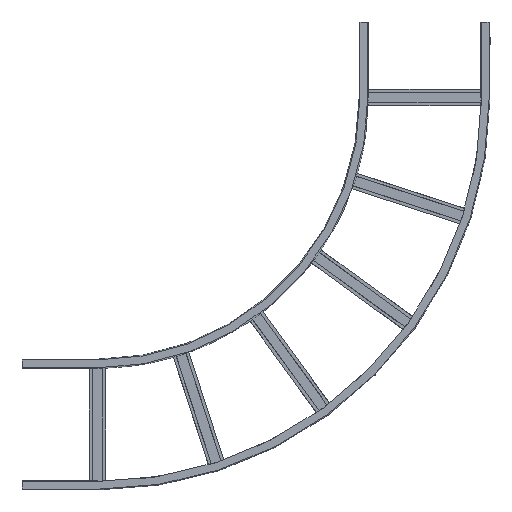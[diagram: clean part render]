
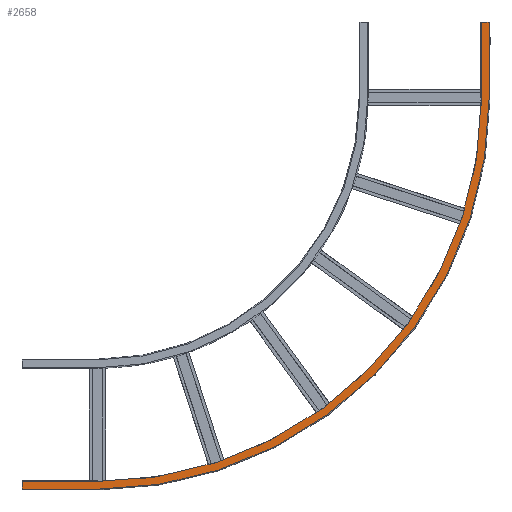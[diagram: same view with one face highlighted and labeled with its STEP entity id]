
A CAD part, front view. The second image highlights one B-rep face of the part: STEP entity #2658.
In plain terms, the highlighted planar face has unit normal (0, -1, 0).
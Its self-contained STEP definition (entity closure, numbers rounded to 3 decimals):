
#541 = ORIENTED_EDGE ( 'NONE', *, *, #2593, .F. ) ;
#542 = ORIENTED_EDGE ( 'NONE', *, *, #4307, .F. ) ;
#543 = ORIENTED_EDGE ( 'NONE', *, *, #4304, .T. ) ;
#544 = ORIENTED_EDGE ( 'NONE', *, *, #2594, .T. ) ;
#545 = ORIENTED_EDGE ( 'NONE', *, *, #2595, .T. ) ;
#546 = ORIENTED_EDGE ( 'NONE', *, *, #2596, .F. ) ;
#547 = ORIENTED_EDGE ( 'NONE', *, *, #4295, .F. ) ;
#548 = ORIENTED_EDGE ( 'NONE', *, *, #2591, .T. ) ;
#1692 = LINE ( 'NONE', #5194, #1694 ) ;
#1694 = VECTOR ( 'NONE', #5192, 1000. ) ;
#1695 = LINE ( 'NONE', #5103, #1698 ) ;
#1697 = LINE ( 'NONE', #5105, #1700 ) ;
#1698 = VECTOR ( 'NONE', #5104, 1000. ) ;
#1699 = LINE ( 'NONE', #5107, #1702 ) ;
#1700 = VECTOR ( 'NONE', #5106, 1000. ) ;
#1701 = LINE ( 'NONE', #5109, #1704 ) ;
#1702 = VECTOR ( 'NONE', #5108, 1000. ) ;
#1704 = VECTOR ( 'NONE', #5111, 1000. ) ;
#1786 = FACE_OUTER_BOUND ( 'NONE', #4867, .T. ) ;
#2128 = CIRCLE ( 'NONE', #6152, 880.2 ) ;
#2137 = CIRCLE ( 'NONE', #6161, 898.2 ) ;
#2140 = LINE ( 'NONE', #3544, #2143 ) ;
#2143 = VECTOR ( 'NONE', #3545, 1000. ) ;
#2208 = CARTESIAN_POINT ( 'NONE',  ( -600., -42.93, -1071.2 ) ) ;
#2213 = PLANE ( 'NONE',  #7131 ) ;
#2591 = EDGE_CURVE ( 'NONE', #6758, #5141, #1692, .T. ) ;
#2593 = EDGE_CURVE ( 'NONE', #6729, #5141, #1695, .T. ) ;
#2594 = EDGE_CURVE ( 'NONE', #6727, #5140, #1697, .T. ) ;
#2595 = EDGE_CURVE ( 'NONE', #5140, #5135, #1699, .T. ) ;
#2596 = EDGE_CURVE ( 'NONE', #5167, #5135, #1701, .T. ) ;
#2658 = ADVANCED_FACE ( 'NONE', ( #1786 ), #2213, .T. ) ;
#3008 = CARTESIAN_POINT ( 'NONE',  ( 280.2, -42.93, 0. ) ) ;
#3013 = CARTESIAN_POINT ( 'NONE',  ( 298.2, -42.93, 0. ) ) ;
#3014 = CARTESIAN_POINT ( 'NONE',  ( -773., -42.93, -1053.2 ) ) ;
#3040 = CARTESIAN_POINT ( 'NONE',  ( 280.2, -42.93, -173. ) ) ;
#3125 = CARTESIAN_POINT ( 'NONE',  ( -600., -42.93, -1071.2 ) ) ;
#3126 = CARTESIAN_POINT ( 'NONE',  ( 298.2, -42.93, -173. ) ) ;
#3128 = CARTESIAN_POINT ( 'NONE',  ( -773., -42.93, -1071.2 ) ) ;
#3157 = CARTESIAN_POINT ( 'NONE',  ( -600., -42.93, -1053.2 ) ) ;
#3507 = CARTESIAN_POINT ( 'NONE',  ( -600., -42.93, -173. ) ) ;
#3508 = DIRECTION ( 'NONE',  ( 0., -1., 0. ) ) ;
#3509 = DIRECTION ( 'NONE',  ( 1., 0., 0. ) ) ;
#3536 = CARTESIAN_POINT ( 'NONE',  ( -600., -42.93, -173. ) ) ;
#3537 = DIRECTION ( 'NONE',  ( 0., -1., 0. ) ) ;
#3538 = DIRECTION ( 'NONE',  ( 1., 0., 0. ) ) ;
#3544 = CARTESIAN_POINT ( 'NONE',  ( -600., -42.93, -1071.2 ) ) ;
#3545 = DIRECTION ( 'NONE',  ( -1., 0., 0. ) ) ;
#3778 = DIRECTION ( 'NONE',  ( 0., -1., 0. ) ) ;
#4295 = EDGE_CURVE ( 'NONE', #6758, #5167, #2128, .T. ) ;
#4304 = EDGE_CURVE ( 'NONE', #6726, #6727, #2137, .T. ) ;
#4307 = EDGE_CURVE ( 'NONE', #6726, #6729, #2140, .T. ) ;
#4867 = EDGE_LOOP ( 'NONE', ( #541, #542, #543, #544, #545, #546, #547, #548 ) ) ;
#5103 = CARTESIAN_POINT ( 'NONE',  ( -773., -42.93, -1071.2 ) ) ;
#5104 = DIRECTION ( 'NONE',  ( 0., 0., 1. ) ) ;
#5105 = CARTESIAN_POINT ( 'NONE',  ( 298.2, -42.93, -173. ) ) ;
#5106 = DIRECTION ( 'NONE',  ( 0., 0., 1. ) ) ;
#5107 = CARTESIAN_POINT ( 'NONE',  ( 298.2, -42.93, 0. ) ) ;
#5108 = DIRECTION ( 'NONE',  ( -1., 0., 0. ) ) ;
#5109 = CARTESIAN_POINT ( 'NONE',  ( 280.2, -42.93, -173. ) ) ;
#5111 = DIRECTION ( 'NONE',  ( 0., 0., 1. ) ) ;
#5135 = VERTEX_POINT ( 'NONE', #3008 ) ;
#5140 = VERTEX_POINT ( 'NONE', #3013 ) ;
#5141 = VERTEX_POINT ( 'NONE', #3014 ) ;
#5167 = VERTEX_POINT ( 'NONE', #3040 ) ;
#5192 = DIRECTION ( 'NONE',  ( -1., 0., 0. ) ) ;
#5194 = CARTESIAN_POINT ( 'NONE',  ( -600., -42.93, -1053.2 ) ) ;
#6095 = DIRECTION ( 'NONE',  ( 1., 0., 0. ) ) ;
#6152 = AXIS2_PLACEMENT_3D ( 'NONE', #3507, #3508, #3509 ) ;
#6161 = AXIS2_PLACEMENT_3D ( 'NONE', #3536, #3537, #3538 ) ;
#6726 = VERTEX_POINT ( 'NONE', #3125 ) ;
#6727 = VERTEX_POINT ( 'NONE', #3126 ) ;
#6729 = VERTEX_POINT ( 'NONE', #3128 ) ;
#6758 = VERTEX_POINT ( 'NONE', #3157 ) ;
#7131 = AXIS2_PLACEMENT_3D ( 'NONE', #2208, #3778, #6095 ) ;
